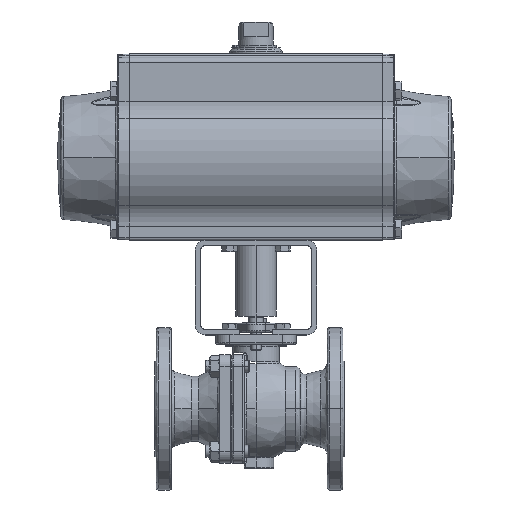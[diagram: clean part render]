
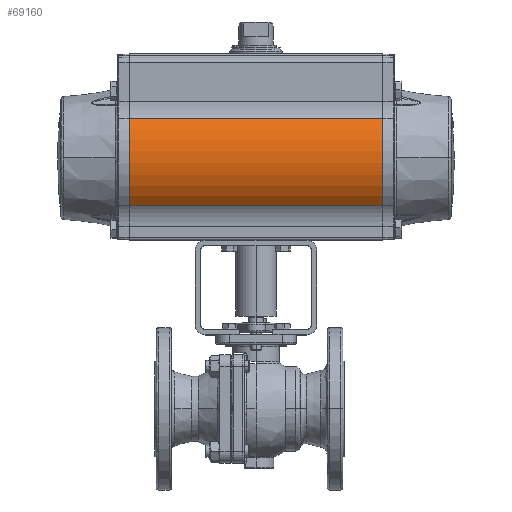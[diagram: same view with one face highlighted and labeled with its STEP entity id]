
A CAD part, top view. The second image highlights one B-rep face of the part: STEP entity #69160.
In plain terms, the highlighted cylindrical face has radius 68 mm (diameter 136 mm), a partial arc.
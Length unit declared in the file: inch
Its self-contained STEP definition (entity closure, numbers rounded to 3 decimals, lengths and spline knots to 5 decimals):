
#1155 = EDGE_CURVE ( 'NONE', #4653, #55316, #17971, .T. ) ;
#2535 = ORIENTED_EDGE ( 'NONE', *, *, #43381, .T. ) ;
#4329 = DIRECTION ( 'NONE',  ( 1., 0., 0. ) ) ;
#4653 = VERTEX_POINT ( 'NONE', #79172 ) ;
#9634 = DIRECTION ( 'NONE',  ( -1., 0., 0. ) ) ;
#10907 = DIRECTION ( 'NONE',  ( 1., 0., 0. ) ) ;
#14538 = VECTOR ( 'NONE', #53529, 39.37008 ) ;
#16385 = CARTESIAN_POINT ( 'NONE',  ( -4.6752, 7.50034, 2.02153 ) ) ;
#17971 = CIRCLE ( 'NONE', #67662, 2.67717 ) ;
#23123 = EDGE_LOOP ( 'NONE', ( #66278, #60567, #36932, #2535 ) ) ;
#25798 = FACE_OUTER_BOUND ( 'NONE', #23123, .T. ) ;
#28904 = VERTEX_POINT ( 'NONE', #31515 ) ;
#31515 = CARTESIAN_POINT ( 'NONE',  ( -4.6752, 10.70046, 2.25374 ) ) ;
#36932 = ORIENTED_EDGE ( 'NONE', *, *, #1155, .T. ) ;
#40375 = CYLINDRICAL_SURFACE ( 'NONE', #73098, 2.67717 ) ;
#41299 = AXIS2_PLACEMENT_3D ( 'NONE', #48095, #10907, #54323 ) ;
#41513 = CARTESIAN_POINT ( 'NONE',  ( -4.6752, 9.25551, 0. ) ) ;
#43381 = EDGE_CURVE ( 'NONE', #55316, #28904, #60215, .T. ) ;
#46814 = CARTESIAN_POINT ( 'NONE',  ( 4.6752, 9.25551, 0. ) ) ;
#47214 = CIRCLE ( 'NONE', #41299, 2.67717 ) ;
#47298 = CARTESIAN_POINT ( 'NONE',  ( -4.6752, 7.50034, 2.02153 ) ) ;
#48095 = CARTESIAN_POINT ( 'NONE',  ( -4.6752, 9.25551, 0. ) ) ;
#48513 = EDGE_CURVE ( 'NONE', #52193, #4653, #65982, .T. ) ;
#52193 = VERTEX_POINT ( 'NONE', #16385 ) ;
#52246 = EDGE_CURVE ( 'NONE', #28904, #52193, #47214, .T. ) ;
#53061 = DIRECTION ( 'NONE',  ( 0., -1., 0. ) ) ;
#53529 = DIRECTION ( 'NONE',  ( 1., 0., 0. ) ) ;
#54323 = DIRECTION ( 'NONE',  ( 0., -1., 0. ) ) ;
#55316 = VERTEX_POINT ( 'NONE', #66718 ) ;
#56323 = VECTOR ( 'NONE', #61469, 39.37008 ) ;
#60215 = LINE ( 'NONE', #73958, #56323 ) ;
#60567 = ORIENTED_EDGE ( 'NONE', *, *, #48513, .T. ) ;
#61469 = DIRECTION ( 'NONE',  ( -1., 0., 0. ) ) ;
#65982 = LINE ( 'NONE', #47298, #14538 ) ;
#66278 = ORIENTED_EDGE ( 'NONE', *, *, #52246, .T. ) ;
#66718 = CARTESIAN_POINT ( 'NONE',  ( 4.6752, 10.70046, 2.25374 ) ) ;
#67662 = AXIS2_PLACEMENT_3D ( 'NONE', #46814, #9634, #53061 ) ;
#69160 = ADVANCED_FACE ( 'NONE', ( #25798 ), #40375, .T. ) ;
#73098 = AXIS2_PLACEMENT_3D ( 'NONE', #41513, #4329, #78683 ) ;
#73958 = CARTESIAN_POINT ( 'NONE',  ( -4.6752, 10.70046, 2.25374 ) ) ;
#78683 = DIRECTION ( 'NONE',  ( 0., -1., 0. ) ) ;
#79172 = CARTESIAN_POINT ( 'NONE',  ( 4.6752, 7.50034, 2.02153 ) ) ;
